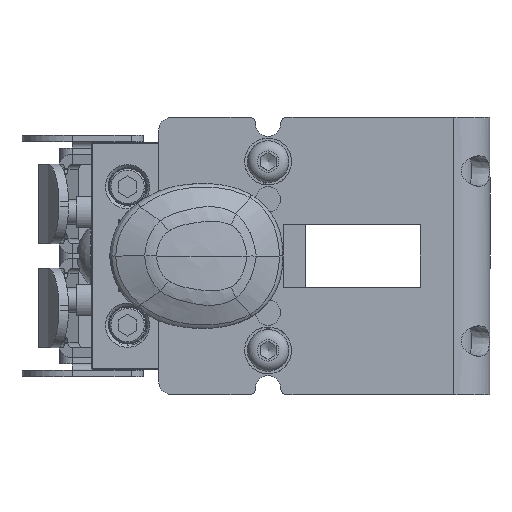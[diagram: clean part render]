
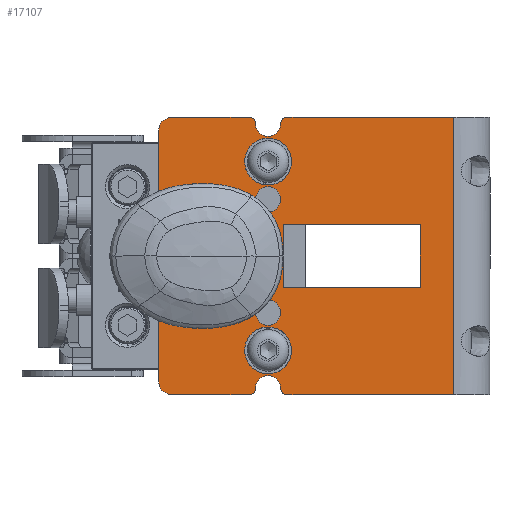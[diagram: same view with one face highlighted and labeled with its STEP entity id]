
A CAD part, left-side view. The second image highlights one B-rep face of the part: STEP entity #17107.
In plain terms, the highlighted planar face has unit normal (-1, 0, 0).
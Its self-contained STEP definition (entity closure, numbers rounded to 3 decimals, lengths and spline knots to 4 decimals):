
#489=FACE_BOUND('',#2747,.T.);
#490=FACE_BOUND('',#2748,.T.);
#491=FACE_BOUND('',#2749,.T.);
#492=FACE_BOUND('',#2750,.T.);
#493=FACE_BOUND('',#2751,.T.);
#494=FACE_BOUND('',#2752,.T.);
#623=PLANE('',#18144);
#1034=CIRCLE('',#18046,0.0625);
#1055=CIRCLE('',#18069,0.125);
#1056=CIRCLE('',#18071,0.0625);
#1057=CIRCLE('',#18073,0.0625);
#1058=CIRCLE('',#18075,0.125);
#1059=CIRCLE('',#18077,0.0625);
#1060=CIRCLE('',#18080,0.125);
#1061=CIRCLE('',#18083,0.125);
#1062=CIRCLE('',#18086,0.25);
#1063=CIRCLE('',#18088,0.572);
#1064=CIRCLE('',#18090,0.25);
#1095=CIRCLE('',#18137,0.125);
#1096=CIRCLE('',#18139,0.125);
#1097=CIRCLE('',#18141,0.125);
#1098=CIRCLE('',#18143,0.125);
#1099=CIRCLE('',#18145,0.4425);
#1799=FACE_OUTER_BOUND('',#2746,.T.);
#2746=EDGE_LOOP('',(#11621,#11622,#11623,#11624,#11625,#11626,#11627,#11628,
#11629,#11630,#11631,#11632,#11633,#11634,#11635,#11636,#11637,#11638));
#2747=EDGE_LOOP('',(#11639,#11640,#11641,#11642));
#2748=EDGE_LOOP('',(#11643));
#2749=EDGE_LOOP('',(#11644));
#2750=EDGE_LOOP('',(#11645));
#2751=EDGE_LOOP('',(#11646));
#2752=EDGE_LOOP('',(#11647));
#3798=LINE('',#23606,#4859);
#3801=LINE('',#23614,#4862);
#3804=LINE('',#23622,#4865);
#3809=LINE('',#23638,#4870);
#3810=LINE('',#23642,#4871);
#3813=LINE('',#23647,#4874);
#3815=LINE('',#23651,#4876);
#3817=LINE('',#23654,#4878);
#3832=LINE('',#23752,#4893);
#3833=LINE('',#23754,#4894);
#3834=LINE('',#23755,#4895);
#4859=VECTOR('',#19476,0.3937);
#4862=VECTOR('',#19485,0.3937);
#4865=VECTOR('',#19494,0.3937);
#4870=VECTOR('',#19513,0.3937);
#4871=VECTOR('',#19516,0.3937);
#4874=VECTOR('',#19521,0.3937);
#4876=VECTOR('',#19525,0.3937);
#4878=VECTOR('',#19529,0.3937);
#4893=VECTOR('',#19642,0.3937);
#4894=VECTOR('',#19643,0.3937);
#4895=VECTOR('',#19644,0.3937);
#6835=VERTEX_POINT('',#23514);
#6836=VERTEX_POINT('',#23516);
#6867=VERTEX_POINT('',#23582);
#6868=VERTEX_POINT('',#23586);
#6869=VERTEX_POINT('',#23590);
#6870=VERTEX_POINT('',#23591);
#6871=VERTEX_POINT('',#23596);
#6872=VERTEX_POINT('',#23600);
#6873=VERTEX_POINT('',#23604);
#6874=VERTEX_POINT('',#23608);
#6875=VERTEX_POINT('',#23610);
#6876=VERTEX_POINT('',#23616);
#6877=VERTEX_POINT('',#23617);
#6878=VERTEX_POINT('',#23624);
#6879=VERTEX_POINT('',#23626);
#6880=VERTEX_POINT('',#23630);
#6881=VERTEX_POINT('',#23634);
#6882=VERTEX_POINT('',#23640);
#6883=VERTEX_POINT('',#23641);
#6884=VERTEX_POINT('',#23646);
#6885=VERTEX_POINT('',#23650);
#6916=VERTEX_POINT('',#23736);
#6917=VERTEX_POINT('',#23740);
#6918=VERTEX_POINT('',#23744);
#6919=VERTEX_POINT('',#23748);
#6920=VERTEX_POINT('',#23753);
#6921=VERTEX_POINT('',#23756);
#8707=EDGE_CURVE('',#6835,#6836,#1034,.T.);
#8740=EDGE_CURVE('',#6867,#6836,#1055,.T.);
#8742=EDGE_CURVE('',#6867,#6868,#1056,.T.);
#8744=EDGE_CURVE('',#6869,#6870,#1057,.T.);
#8748=EDGE_CURVE('',#6869,#6871,#1058,.T.);
#8750=EDGE_CURVE('',#6872,#6871,#1059,.T.);
#8752=EDGE_CURVE('',#6873,#6872,#3798,.T.);
#8754=EDGE_CURVE('',#6874,#6875,#1060,.T.);
#8756=EDGE_CURVE('',#6870,#6874,#3801,.T.);
#8757=EDGE_CURVE('',#6876,#6877,#1061,.T.);
#8760=EDGE_CURVE('',#6877,#6835,#3804,.T.);
#8762=EDGE_CURVE('',#6878,#6879,#1062,.T.);
#8765=EDGE_CURVE('',#6878,#6880,#1063,.T.);
#8767=EDGE_CURVE('',#6881,#6880,#1064,.T.);
#8768=EDGE_CURVE('',#6881,#6875,#3809,.T.);
#8769=EDGE_CURVE('',#6882,#6883,#3810,.T.);
#8772=EDGE_CURVE('',#6883,#6884,#3813,.T.);
#8774=EDGE_CURVE('',#6884,#6885,#3815,.T.);
#8776=EDGE_CURVE('',#6885,#6882,#3817,.T.);
#8817=EDGE_CURVE('',#6916,#6916,#1095,.T.);
#8819=EDGE_CURVE('',#6917,#6917,#1096,.T.);
#8821=EDGE_CURVE('',#6918,#6918,#1097,.T.);
#8823=EDGE_CURVE('',#6919,#6919,#1098,.T.);
#8825=EDGE_CURVE('',#6876,#6879,#3832,.T.);
#8826=EDGE_CURVE('',#6873,#6920,#3833,.T.);
#8827=EDGE_CURVE('',#6868,#6920,#3834,.T.);
#8828=EDGE_CURVE('',#6921,#6921,#1099,.T.);
#11621=ORIENTED_EDGE('',*,*,#8707,.F.);
#11622=ORIENTED_EDGE('',*,*,#8760,.F.);
#11623=ORIENTED_EDGE('',*,*,#8757,.F.);
#11624=ORIENTED_EDGE('',*,*,#8825,.T.);
#11625=ORIENTED_EDGE('',*,*,#8762,.F.);
#11626=ORIENTED_EDGE('',*,*,#8765,.T.);
#11627=ORIENTED_EDGE('',*,*,#8767,.F.);
#11628=ORIENTED_EDGE('',*,*,#8768,.T.);
#11629=ORIENTED_EDGE('',*,*,#8754,.F.);
#11630=ORIENTED_EDGE('',*,*,#8756,.F.);
#11631=ORIENTED_EDGE('',*,*,#8744,.F.);
#11632=ORIENTED_EDGE('',*,*,#8748,.T.);
#11633=ORIENTED_EDGE('',*,*,#8750,.F.);
#11634=ORIENTED_EDGE('',*,*,#8752,.F.);
#11635=ORIENTED_EDGE('',*,*,#8826,.T.);
#11636=ORIENTED_EDGE('',*,*,#8827,.F.);
#11637=ORIENTED_EDGE('',*,*,#8742,.F.);
#11638=ORIENTED_EDGE('',*,*,#8740,.T.);
#11639=ORIENTED_EDGE('',*,*,#8774,.T.);
#11640=ORIENTED_EDGE('',*,*,#8776,.T.);
#11641=ORIENTED_EDGE('',*,*,#8769,.T.);
#11642=ORIENTED_EDGE('',*,*,#8772,.T.);
#11643=ORIENTED_EDGE('',*,*,#8828,.T.);
#11644=ORIENTED_EDGE('',*,*,#8823,.T.);
#11645=ORIENTED_EDGE('',*,*,#8821,.T.);
#11646=ORIENTED_EDGE('',*,*,#8819,.T.);
#11647=ORIENTED_EDGE('',*,*,#8817,.T.);
#17107=ADVANCED_FACE('',(#1799,#489,#490,#491,#492,#493,#494),#623,.F.);
#18046=AXIS2_PLACEMENT_3D('',#23517,#19391,#19392);
#18069=AXIS2_PLACEMENT_3D('',#23583,#19449,#19450);
#18071=AXIS2_PLACEMENT_3D('',#23587,#19454,#19455);
#18073=AXIS2_PLACEMENT_3D('',#23592,#19459,#19460);
#18075=AXIS2_PLACEMENT_3D('',#23598,#19466,#19467);
#18077=AXIS2_PLACEMENT_3D('',#23602,#19471,#19472);
#18080=AXIS2_PLACEMENT_3D('',#23611,#19480,#19481);
#18083=AXIS2_PLACEMENT_3D('',#23618,#19488,#19489);
#18086=AXIS2_PLACEMENT_3D('',#23627,#19498,#19499);
#18088=AXIS2_PLACEMENT_3D('',#23632,#19504,#19505);
#18090=AXIS2_PLACEMENT_3D('',#23636,#19509,#19510);
#18137=AXIS2_PLACEMENT_3D('',#23737,#19622,#19623);
#18139=AXIS2_PLACEMENT_3D('',#23741,#19627,#19628);
#18141=AXIS2_PLACEMENT_3D('',#23745,#19632,#19633);
#18143=AXIS2_PLACEMENT_3D('',#23749,#19637,#19638);
#18144=AXIS2_PLACEMENT_3D('',#23751,#19640,#19641);
#18145=AXIS2_PLACEMENT_3D('',#23757,#19645,#19646);
#19391=DIRECTION('center_axis',(1.,0.,0.));
#19392=DIRECTION('ref_axis',(0.,-0.708,0.706));
#19449=DIRECTION('center_axis',(1.,0.,0.));
#19450=DIRECTION('ref_axis',(0.,0.,-1.));
#19454=DIRECTION('center_axis',(1.,0.,0.));
#19455=DIRECTION('ref_axis',(0.,0.708,0.706));
#19459=DIRECTION('center_axis',(1.,0.,0.));
#19460=DIRECTION('ref_axis',(0.,-0.708,-0.706));
#19466=DIRECTION('center_axis',(1.,0.,0.));
#19467=DIRECTION('ref_axis',(0.,0.,-1.));
#19471=DIRECTION('center_axis',(1.,0.,0.));
#19472=DIRECTION('ref_axis',(0.,0.708,-0.706));
#19476=DIRECTION('',(0.,1.,0.));
#19480=DIRECTION('center_axis',(1.,0.,0.));
#19481=DIRECTION('ref_axis',(0.,0.707,-0.707));
#19485=DIRECTION('',(0.,1.,0.));
#19488=DIRECTION('center_axis',(1.,0.,0.));
#19489=DIRECTION('ref_axis',(0.,0.707,0.707));
#19494=DIRECTION('',(0.,-1.,0.));
#19498=DIRECTION('center_axis',(-1.,0.,0.));
#19499=DIRECTION('ref_axis',(0.,-0.914,-0.407));
#19504=DIRECTION('center_axis',(-1.,0.,0.));
#19505=DIRECTION('ref_axis',(0.,-0.525,0.851));
#19509=DIRECTION('center_axis',(-1.,0.,0.));
#19510=DIRECTION('ref_axis',(0.,-0.914,0.407));
#19513=DIRECTION('',(0.,0.,-1.));
#19516=DIRECTION('',(0.,1.,0.));
#19521=DIRECTION('',(0.,0.,1.));
#19525=DIRECTION('',(0.,-1.,0.));
#19529=DIRECTION('',(0.,0.,-1.));
#19622=DIRECTION('center_axis',(1.,0.,0.));
#19623=DIRECTION('ref_axis',(0.,0.,-1.));
#19627=DIRECTION('center_axis',(1.,0.,0.));
#19628=DIRECTION('ref_axis',(0.,0.,-1.));
#19632=DIRECTION('center_axis',(1.,0.,0.));
#19633=DIRECTION('ref_axis',(0.,0.,-1.));
#19637=DIRECTION('center_axis',(1.,0.,0.));
#19638=DIRECTION('ref_axis',(0.,0.,-1.));
#19640=DIRECTION('center_axis',(1.,0.,0.));
#19641=DIRECTION('ref_axis',(0.,1.,0.));
#19642=DIRECTION('',(0.,0.,-1.));
#19643=DIRECTION('',(0.,0.,1.));
#19644=DIRECTION('',(0.,-1.,0.));
#19645=DIRECTION('center_axis',(1.,0.,0.));
#19646=DIRECTION('ref_axis',(0.,0.,-1.));
#23514=CARTESIAN_POINT('',(0.,0.5966,1.375));
#23516=CARTESIAN_POINT('',(0.,0.5341,1.3123));
#23517=CARTESIAN_POINT('Origin',(0.,0.5966,1.3125));
#23582=CARTESIAN_POINT('',(0.,0.2841,1.3123));
#23583=CARTESIAN_POINT('Origin',(0.,0.4091,1.312));
#23586=CARTESIAN_POINT('',(0.,0.2216,1.375));
#23587=CARTESIAN_POINT('Origin',(0.,0.2216,1.3125));
#23590=CARTESIAN_POINT('',(0.,0.5341,-1.3123));
#23591=CARTESIAN_POINT('',(0.,0.5966,-1.375));
#23592=CARTESIAN_POINT('Origin',(0.,0.5966,-1.3125));
#23596=CARTESIAN_POINT('',(0.,0.2841,-1.3123));
#23598=CARTESIAN_POINT('Origin',(0.,0.4091,-1.312));
#23600=CARTESIAN_POINT('',(0.,0.2216,-1.375));
#23602=CARTESIAN_POINT('Origin',(0.,0.2216,-1.3125));
#23604=CARTESIAN_POINT('',(0.,-1.4349,-1.375));
#23606=CARTESIAN_POINT('',(0.,-1.7935,-1.375));
#23608=CARTESIAN_POINT('',(0.,1.3685,-1.375));
#23610=CARTESIAN_POINT('',(0.,1.4935,-1.25));
#23611=CARTESIAN_POINT('Origin',(0.,1.3685,-1.25));
#23614=CARTESIAN_POINT('',(0.,-1.7935,-1.375));
#23616=CARTESIAN_POINT('',(0.,1.4935,1.25));
#23617=CARTESIAN_POINT('',(0.,1.3685,1.375));
#23618=CARTESIAN_POINT('Origin',(0.,1.3685,1.25));
#23622=CARTESIAN_POINT('',(0.,1.7935,1.375));
#23624=CARTESIAN_POINT('',(0.,1.5762,0.4251));
#23626=CARTESIAN_POINT('',(0.,1.4935,0.6108));
#23627=CARTESIAN_POINT('Origin',(0.,1.7435,0.6108));
#23630=CARTESIAN_POINT('',(0.,1.5762,-0.4251));
#23632=CARTESIAN_POINT('Origin',(0.,1.1934,0.));
#23634=CARTESIAN_POINT('',(0.,1.4935,-0.6108));
#23636=CARTESIAN_POINT('Origin',(0.,1.7435,-0.6108));
#23638=CARTESIAN_POINT('',(0.,1.4935,-0.6875));
#23640=CARTESIAN_POINT('',(0.,-1.1015,-0.3125));
#23641=CARTESIAN_POINT('',(0.,0.261,-0.3125));
#23642=CARTESIAN_POINT('',(0.,-0.5507,-0.3125));
#23646=CARTESIAN_POINT('',(0.,0.261,0.3125));
#23647=CARTESIAN_POINT('',(0.,0.261,-0.1563));
#23650=CARTESIAN_POINT('',(0.,-1.1015,0.3125));
#23651=CARTESIAN_POINT('',(0.,0.1305,0.3125));
#23654=CARTESIAN_POINT('',(0.,-1.1015,0.1563));
#23736=CARTESIAN_POINT('',(0.,0.4091,-0.437));
#23737=CARTESIAN_POINT('Origin',(0.,0.4091,-0.562));
#23740=CARTESIAN_POINT('',(0.,0.4091,1.062));
#23741=CARTESIAN_POINT('Origin',(0.,0.4091,0.937));
#23744=CARTESIAN_POINT('',(0.,0.4091,0.687));
#23745=CARTESIAN_POINT('Origin',(0.,0.4091,0.562));
#23748=CARTESIAN_POINT('',(0.,0.4091,-0.812));
#23749=CARTESIAN_POINT('Origin',(0.,0.4091,-0.937));
#23751=CARTESIAN_POINT('Origin',(0.,0.,0.));
#23752=CARTESIAN_POINT('',(0.,1.4935,0.2435));
#23753=CARTESIAN_POINT('',(0.,-1.4349,1.375));
#23754=CARTESIAN_POINT('',(0.,-1.4349,0.6875));
#23755=CARTESIAN_POINT('',(0.,1.7935,1.375));
#23756=CARTESIAN_POINT('',(0.,1.1508,0.4425));
#23757=CARTESIAN_POINT('Origin',(0.,1.1508,0.));
